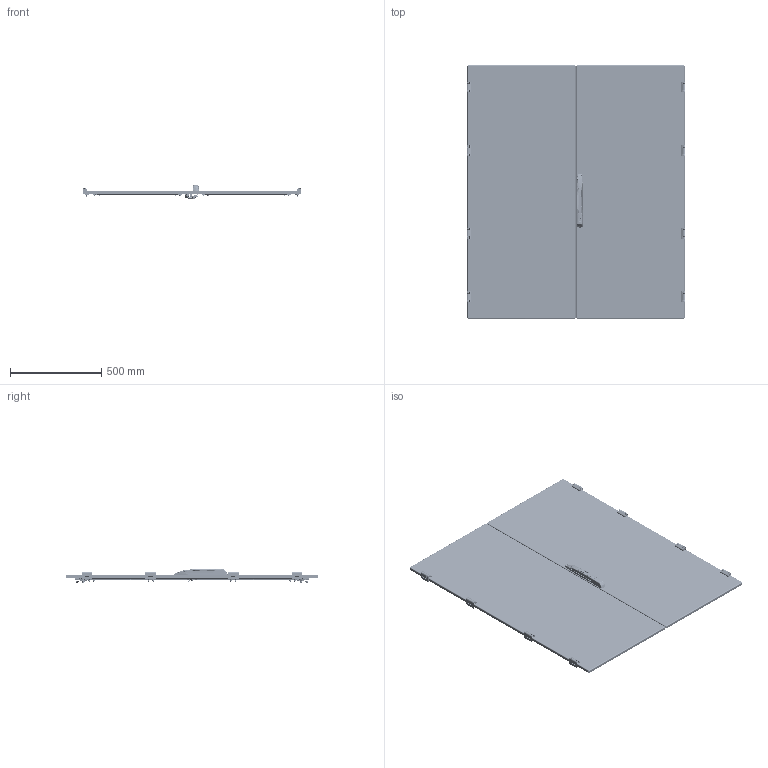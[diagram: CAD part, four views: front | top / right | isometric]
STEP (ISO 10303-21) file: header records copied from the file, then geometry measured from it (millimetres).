
FILE_DESCRIPTION (( 'STEP AP214' ), '1' );
FILE_NAME ('608.214.STEP', '2024-09-20T09:22:03', ( '' ), ( '' ), 'SwSTEP 2.0', 'SolidWorks 2021', '' );
FILE_SCHEMA (( 'AUTOMOTIVE_DESIGN' ));
Length unit declared in the file: millimetre
Products named in the file (54): MS867_________ASM.step; 867-4.step; Ãàéêà DIN934- Ì8-Zn; CT-M6X8.step; Âèíò Ì5õ10 ñ ïîëóêð. ãîëîâêîé; 嵑謺麃 CL213-3.2; Ãàñêåòèíã äîï. äâåðè W600H1400; ﾇ璋襃 TS-002; 867-7.step; 嵑謺麃 1; Çàãëóøêà òÿãè; Øïèëüêà ïðèâàðíàÿ Ì8õ16; 867-2.step; 项蜞轫铋 忤眚 DIN 7991 󊬱6; 837-1_1.step; 嵑謺麃 CL213-3; Äâåðíîé ïðîôèëü ÌÊ 20 W600; 鎗鵻罻; _______ASM.step; CL213-3.; MS867-001.step; 608.214; ﾇ璋襃 TS-002-2; ﾒ聰 ﾌﾊ-20 H1400; 604.614; Ãàéêà DIN934- Ì6-Zn; 867-3.step; CL213-3; Óãîëîê äâåðíîé; Øïèëüêà ïðèâàðíàÿ Ì6õ16; MS867-003.step; Ãàñêåòèíã äâåðè W600H1400; ﾇ瑟鶴 TS-002 H1400; Øïèëüêà ïðèâàðíàÿ Ì6õ10; Äâåðíîå ïîëîòíî ÌÊ-20 W600H1400; Äâåðíîå ïîëîòíî äîï. ÌÊ-20 W600H1400; 嵑謺麃 2; 867-1_3.step; 624.614; Ãàéêà êîëïà÷êîâàÿ M5 DIN 1587 ...
Assembly tree (170 placements, depth 6):
  608.214
    604.614
      Äâåðíîå ïîëîòíî ÌÊ-20 W600H1400
      Ãàñêåòèíã äâåðè W600H1400
      Äâåðíîé ïðîôèëü ÌÊ 20 Í1400  x2
      Äâåðíîé ïðîôèëü ÌÊ 20 W600  x2
      ﾒ聰 ﾌﾊ-20 H1400
      Øïèëüêà ïðèâàðíàÿ Ì6õ16  x2
      Øïèëüêà ïðèâàðíàÿ Ì6õ25  x14
      Øïèëüêà ïðèâàðíàÿ Ì6õ10  x4
      Çàãëóøêà òÿãè  x4
      Óãîëîê äâåðíîé  x4
      Ãàéêà Ì6 äëÿ øïèëüêè  x14
      950.104 Ðó÷êà.step
        MS867_________ASM.step
          _______ASM.step
            MS867-002.step
            MS867-003.step
            867-7.step
            867-5.step
            867-6.step
          MS867-001.step
          MS867-004.step
        867-2.step
        867-3.step
        867-4.step
        PT-M5X10.step
        CT-M6X8.step
        837-1_1.step
        837-1_2.step
        867-1_3.step  x2
      CL213-3  x4
        嵑謺麃 CL213-3
          鎗鵻罻
          嵑謺麃 1
          嵑謺麃 2
        项蜞轫铋 忤眚 DIN 7991 󊬱6
        Âèíò Ì5õ10 ìåáåëüíûé
    624.614
      Äâåðíîå ïîëîòíî äîï. ÌÊ-20 W600H1400
      Ãàñêåòèíã äîï. äâåðè W600H1400
      Äâåðíîé ïðîôèëü ÌÊ 20 W600  x2
      Äâåðíîé ïðîôèëü ÌÊ 20 Í1400  x2
      ﾇ瑟鶴 TS-002 H1400
        Òÿãà TS-002 H1400  x2
        ﾇ瑟鶴 TS-002
        ﾇ璋襃 TS-002
        ﾇ璋襃 TS-002-2
        Âèíò Ì5õ10 ñ ïîëóêð. ãîëîâêîé  x2
      ﾇ璋襃  x4
      Âèíò Ì5õ10 ìåáåëüíûé  x8
      Ãàéêà êîëïà÷êîâàÿ M5 DIN 1587  x8
      Øïèëüêà ïðèâàðíàÿ Ì6õ25  x16
      Ãàéêà DIN934- Ì6-Zn  x14
      Øïèëüêà ïðèâàðíàÿ Ì6õ16  x2
      Øïèëüêà ïðèâàðíàÿ Ì8õ16  x2
      Ãàéêà Ì6 äëÿ øïèëüêè  x2
      Ãàéêà DIN934- Ì8-Zn  x2
      Óãîëîê äâåðíîé  x4
      CL213-3.  x4
Bounding box: 1197.4 x 1390 x 75.66 mm (x, y, z)
Volume: 5370632.8 mm3; surface area: 5251902.7 mm2
Topology: 201 solids, 201 shells, 9580 faces, 25167 edges, 15969 vertices
Faces by surface type: cylinder 4066, plane 3809, cone 1042, bspline 453, torus 172, sphere 38
Entity records: 120817 total; most frequent: CARTESIAN_POINT 43514, ORIENTED_EDGE 15232, DIRECTION 14005, EDGE_CURVE 7616, AXIS2_PLACEMENT_3D 5171, VERTEX_POINT 4868, LINE 3663, VECTOR 3663
